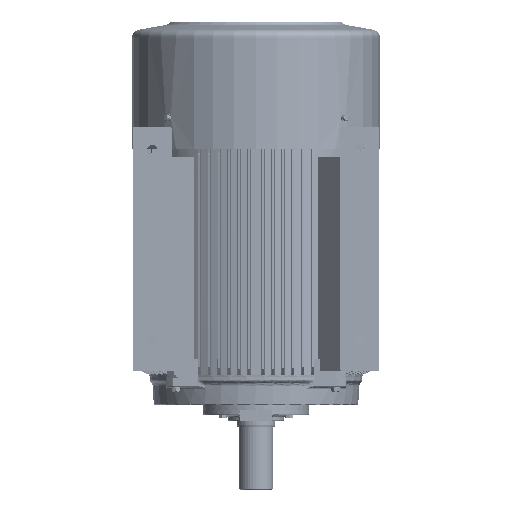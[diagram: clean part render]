
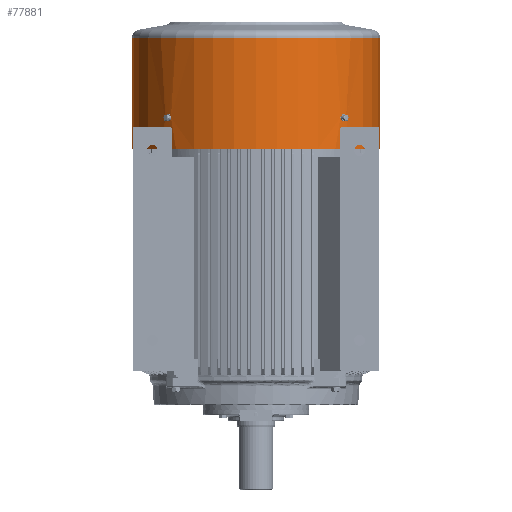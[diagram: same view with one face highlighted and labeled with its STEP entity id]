
A CAD part, left-side view. The second image highlights one B-rep face of the part: STEP entity #77881.
In plain terms, the highlighted cylindrical face has radius 273.5 mm (diameter 547 mm), a partial arc.
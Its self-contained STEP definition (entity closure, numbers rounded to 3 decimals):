
#6203=B_SPLINE_CURVE_WITH_KNOTS('',3,(#334848,#334849,#334850,#334851,#334852,
#334853),.UNSPECIFIED.,.F.,.F.,(4,2,4),(0.,0.5,1.),.UNSPECIFIED.);
#6207=B_SPLINE_CURVE_WITH_KNOTS('',3,(#334886,#334887,#334888,#334889,#334890,
#334891),.UNSPECIFIED.,.F.,.F.,(4,2,4),(0.,0.5,1.),.UNSPECIFIED.);
#6301=B_SPLINE_CURVE_WITH_KNOTS('',3,(#336016,#336017,#336018,#336019,#336020,
#336021,#336022,#336023,#336024,#336025),.UNSPECIFIED.,.F.,.F.,(4,2,2,2,
4),(0.,0.25,0.5,0.75,1.),.UNSPECIFIED.);
#6302=B_SPLINE_CURVE_WITH_KNOTS('',3,(#336029,#336030,#336031,#336032,#336033,
#336034),.UNSPECIFIED.,.F.,.F.,(4,2,4),(0.,0.5,1.),.UNSPECIFIED.);
#6303=B_SPLINE_CURVE_WITH_KNOTS('',3,(#336037,#336038,#336039,#336040,#336041,
#336042,#336043,#336044,#336045,#336046),.UNSPECIFIED.,.F.,.F.,(4,2,2,2,
4),(0.,0.25,0.5,0.75,1.),.UNSPECIFIED.);
#6304=B_SPLINE_CURVE_WITH_KNOTS('',3,(#336050,#336051,#336052,#336053,#336054,
#336055),.UNSPECIFIED.,.F.,.F.,(4,2,4),(0.,0.5,1.),.UNSPECIFIED.);
#19114=LINE('',#336056,#35600);
#19115=LINE('',#336060,#35601);
#35600=VECTOR('',#252433,1.);
#35601=VECTOR('',#252436,1.);
#77881=ADVANCED_FACE('',(#90024,#90025,#90026),#85630,.T.);
#85630=CYLINDRICAL_SURFACE('',#223880,273.5);
#90024=FACE_BOUND('',#95591,.T.);
#90025=FACE_BOUND('',#95592,.T.);
#90026=FACE_BOUND('',#95593,.T.);
#95591=EDGE_LOOP('',(#120151,#120152,#120153,#120154,#120155));
#95592=EDGE_LOOP('',(#120156,#120157,#120158,#120159,#120160));
#95593=EDGE_LOOP('',(#120161,#120162,#120163,#120164));
#120151=ORIENTED_EDGE('',*,*,#187765,.F.);
#120152=ORIENTED_EDGE('',*,*,#187962,.F.);
#120153=ORIENTED_EDGE('',*,*,#187963,.F.);
#120154=ORIENTED_EDGE('',*,*,#187964,.F.);
#120155=ORIENTED_EDGE('',*,*,#187965,.F.);
#120156=ORIENTED_EDGE('',*,*,#187966,.T.);
#120157=ORIENTED_EDGE('',*,*,#187967,.T.);
#120158=ORIENTED_EDGE('',*,*,#187968,.T.);
#120159=ORIENTED_EDGE('',*,*,#187969,.T.);
#120160=ORIENTED_EDGE('',*,*,#187773,.T.);
#120161=ORIENTED_EDGE('',*,*,#187823,.T.);
#120162=ORIENTED_EDGE('',*,*,#187970,.T.);
#120163=ORIENTED_EDGE('',*,*,#187971,.F.);
#120164=ORIENTED_EDGE('',*,*,#187972,.F.);
#166133=VERTEX_POINT('',#334854);
#166134=VERTEX_POINT('',#334855);
#166141=VERTEX_POINT('',#334892);
#166142=VERTEX_POINT('',#334893);
#166175=VERTEX_POINT('',#334993);
#166176=VERTEX_POINT('',#334995);
#166309=VERTEX_POINT('',#336015);
#166310=VERTEX_POINT('',#336026);
#166311=VERTEX_POINT('',#336028);
#166312=VERTEX_POINT('',#336036);
#166313=VERTEX_POINT('',#336047);
#166314=VERTEX_POINT('',#336049);
#166315=VERTEX_POINT('',#336057);
#166316=VERTEX_POINT('',#336059);
#187765=EDGE_CURVE('',#166133,#166134,#6203,.T.);
#187773=EDGE_CURVE('',#166141,#166142,#6207,.T.);
#187823=EDGE_CURVE('',#166176,#166175,#211084,.T.);
#187962=EDGE_CURVE('',#166309,#166133,#211129,.T.);
#187963=EDGE_CURVE('',#166310,#166309,#6301,.T.);
#187964=EDGE_CURVE('',#166311,#166310,#211130,.T.);
#187965=EDGE_CURVE('',#166134,#166311,#6302,.T.);
#187966=EDGE_CURVE('',#166142,#166312,#211131,.T.);
#187967=EDGE_CURVE('',#166312,#166313,#6303,.T.);
#187968=EDGE_CURVE('',#166313,#166314,#211132,.T.);
#187969=EDGE_CURVE('',#166314,#166141,#6304,.T.);
#187970=EDGE_CURVE('',#166175,#166315,#19114,.T.);
#187971=EDGE_CURVE('',#166316,#166315,#211133,.T.);
#187972=EDGE_CURVE('',#166176,#166316,#19115,.T.);
#211084=CIRCLE('',#223826,273.5);
#211129=CIRCLE('',#223875,273.5);
#211130=CIRCLE('',#223876,273.5);
#211131=CIRCLE('',#223877,273.5);
#211132=CIRCLE('',#223878,273.5);
#211133=CIRCLE('',#223879,273.5);
#223826=AXIS2_PLACEMENT_3D('',#334994,#252325,#252326);
#223875=AXIS2_PLACEMENT_3D('',#336014,#252425,#252426);
#223876=AXIS2_PLACEMENT_3D('',#336027,#252427,#252428);
#223877=AXIS2_PLACEMENT_3D('',#336035,#252429,#252430);
#223878=AXIS2_PLACEMENT_3D('',#336048,#252431,#252432);
#223879=AXIS2_PLACEMENT_3D('',#336058,#252434,#252435);
#223880=AXIS2_PLACEMENT_3D('',#336061,#252437,#252438);
#252325=DIRECTION('',(0.,0.,-1.));
#252326=DIRECTION('',(-0.003,-1.,0.));
#252425=DIRECTION('',(0.,0.,1.));
#252426=DIRECTION('',(0.003,1.,0.));
#252427=DIRECTION('',(0.,0.,-1.));
#252428=DIRECTION('',(-0.003,-1.,0.));
#252429=DIRECTION('',(0.,0.,-1.));
#252430=DIRECTION('',(-0.003,-1.,0.));
#252431=DIRECTION('',(0.,0.,1.));
#252432=DIRECTION('',(0.003,1.,0.));
#252433=DIRECTION('',(0.,0.,-1.));
#252434=DIRECTION('',(0.,0.,-1.));
#252435=DIRECTION('',(-0.003,-1.,0.));
#252436=DIRECTION('',(0.,0.,-1.));
#252437=DIRECTION('',(0.,0.,-1.));
#252438=DIRECTION('',(0.003,1.,0.));
#334848=CARTESIAN_POINT('',(9.092,494.087,728.544));
#334849=CARTESIAN_POINT('',(8.169,493.143,728.544));
#334850=CARTESIAN_POINT('',(7.274,492.212,729.086));
#334851=CARTESIAN_POINT('',(6.001,490.875,730.929));
#334852=CARTESIAN_POINT('',(5.629,490.479,732.224));
#334853=CARTESIAN_POINT('',(5.629,490.479,733.544));
#334854=CARTESIAN_POINT('',(9.092,494.087,728.544));
#334855=CARTESIAN_POINT('',(5.629,490.479,733.544));
#334886=CARTESIAN_POINT('',(17.098,103.861,733.544));
#334887=CARTESIAN_POINT('',(17.098,103.861,732.224));
#334888=CARTESIAN_POINT('',(16.703,104.232,730.932));
#334889=CARTESIAN_POINT('',(15.367,105.504,729.088));
#334890=CARTESIAN_POINT('',(14.434,106.401,728.544));
#334891=CARTESIAN_POINT('',(13.489,107.325,728.544));
#334892=CARTESIAN_POINT('',(17.098,103.861,733.544));
#334893=CARTESIAN_POINT('',(13.489,107.325,728.544));
#334993=CARTESIAN_POINT('',(205.563,576.403,909.758));
#334994=CARTESIAN_POINT('',(204.672,302.904,909.758));
#334995=CARTESIAN_POINT('',(203.781,29.406,909.758));
#336014=CARTESIAN_POINT('',(204.672,302.904,728.544));
#336015=CARTESIAN_POINT('',(14.768,499.726,728.544));
#336016=CARTESIAN_POINT('',(14.768,499.726,738.544));
#336017=CARTESIAN_POINT('',(15.718,500.643,738.544));
#336018=CARTESIAN_POINT('',(16.656,501.532,738.003));
#336019=CARTESIAN_POINT('',(18.,502.797,736.158));
#336020=CARTESIAN_POINT('',(18.398,503.165,734.852));
#336021=CARTESIAN_POINT('',(18.399,503.166,732.244));
#336022=CARTESIAN_POINT('',(18.01,502.805,730.945));
#336023=CARTESIAN_POINT('',(16.65,501.527,729.078));
#336024=CARTESIAN_POINT('',(15.718,500.643,728.544));
#336025=CARTESIAN_POINT('',(14.768,499.726,728.544));
#336026=CARTESIAN_POINT('',(14.768,499.726,738.544));
#336027=CARTESIAN_POINT('',(204.672,302.904,738.544));
#336028=CARTESIAN_POINT('',(9.092,494.087,738.544));
#336029=CARTESIAN_POINT('',(5.629,490.479,733.544));
#336030=CARTESIAN_POINT('',(5.629,490.479,734.865));
#336031=CARTESIAN_POINT('',(6.,490.874,736.157));
#336032=CARTESIAN_POINT('',(7.272,492.209,738.001));
#336033=CARTESIAN_POINT('',(8.169,493.143,738.544));
#336034=CARTESIAN_POINT('',(9.092,494.087,738.544));
#336035=CARTESIAN_POINT('',(204.672,302.904,728.544));
#336036=CARTESIAN_POINT('',(7.851,113.,728.544));
#336037=CARTESIAN_POINT('',(7.851,113.,728.544));
#336038=CARTESIAN_POINT('',(6.933,113.951,728.544));
#336039=CARTESIAN_POINT('',(6.044,114.888,729.086));
#336040=CARTESIAN_POINT('',(4.78,116.233,730.931));
#336041=CARTESIAN_POINT('',(4.412,116.63,732.237));
#336042=CARTESIAN_POINT('',(4.411,116.631,734.845));
#336043=CARTESIAN_POINT('',(4.771,116.242,736.144));
#336044=CARTESIAN_POINT('',(6.049,114.883,738.011));
#336045=CARTESIAN_POINT('',(6.933,113.951,738.544));
#336046=CARTESIAN_POINT('',(7.851,113.,738.544));
#336047=CARTESIAN_POINT('',(7.851,113.,738.544));
#336048=CARTESIAN_POINT('',(204.672,302.904,738.544));
#336049=CARTESIAN_POINT('',(13.489,107.325,738.544));
#336050=CARTESIAN_POINT('',(13.489,107.325,738.544));
#336051=CARTESIAN_POINT('',(14.434,106.401,738.544));
#336052=CARTESIAN_POINT('',(15.365,105.507,738.003));
#336053=CARTESIAN_POINT('',(16.701,104.234,736.16));
#336054=CARTESIAN_POINT('',(17.098,103.861,734.865));
#336055=CARTESIAN_POINT('',(17.098,103.861,733.544));
#336056=CARTESIAN_POINT('',(205.563,576.403,949.765));
#336057=CARTESIAN_POINT('',(205.563,576.403,664.544));
#336058=CARTESIAN_POINT('',(204.672,302.904,664.544));
#336059=CARTESIAN_POINT('',(203.781,29.406,664.544));
#336060=CARTESIAN_POINT('',(203.781,29.406,949.765));
#336061=CARTESIAN_POINT('',(204.672,302.904,949.765));
